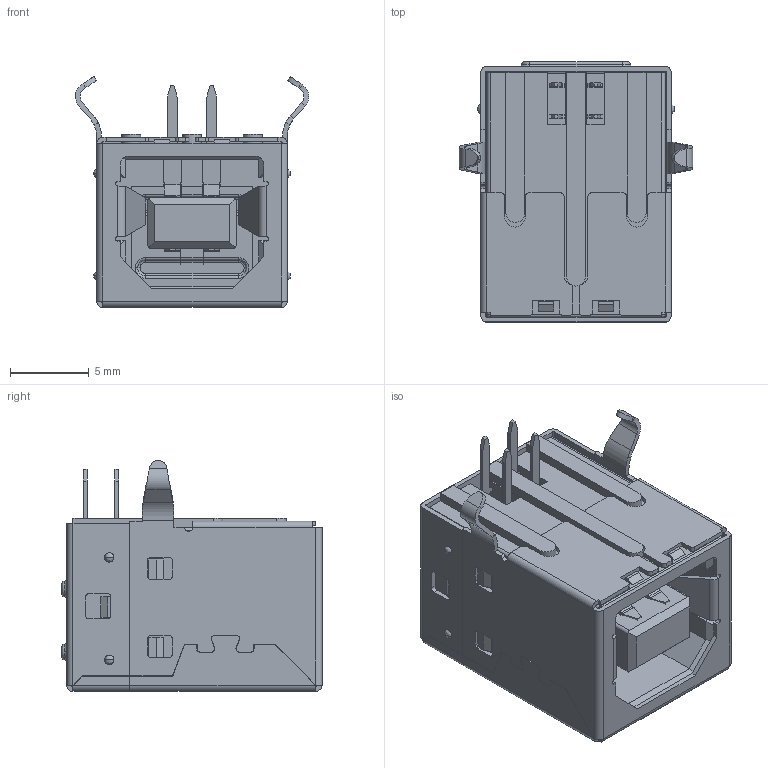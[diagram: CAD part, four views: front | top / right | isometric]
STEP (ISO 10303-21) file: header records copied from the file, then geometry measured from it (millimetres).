
FILE_DESCRIPTION (( 'STEP AP214' ), '1' );
FILE_NAME ('USB-B-new.STEP', '2019-11-28T20:08:19', ( '' ), ( '' ), 'SwSTEP 2.0', 'SolidWorks 2012', '' );
FILE_SCHEMA (( 'AUTOMOTIVE_DESIGN' ));
Length unit declared in the file: millimetre
Products named in the file (2): USB-B; USB-B-new
Assembly tree (1 placements, depth 2):
  USB-B-new
    USB-B
Bounding box: 14.8 x 16.5 x 14.64 mm (x, y, z)
Surface area: 2451.8 mm2 (no closed solid volume)
Topology: 0 solids, 13 shells, 476 faces, 1881 edges, 1378 vertices
Faces by surface type: plane 344, cylinder 106, bspline 26
Entity records: 25521 total; most frequent: CARTESIAN_POINT 4997, DIRECTION 3047, ORIENTED_EDGE 2879, EDGE_CURVE 1881, LINE 1451, VECTOR 1451, VERTEX_POINT 1378, AXIS2_PLACEMENT_3D 798
